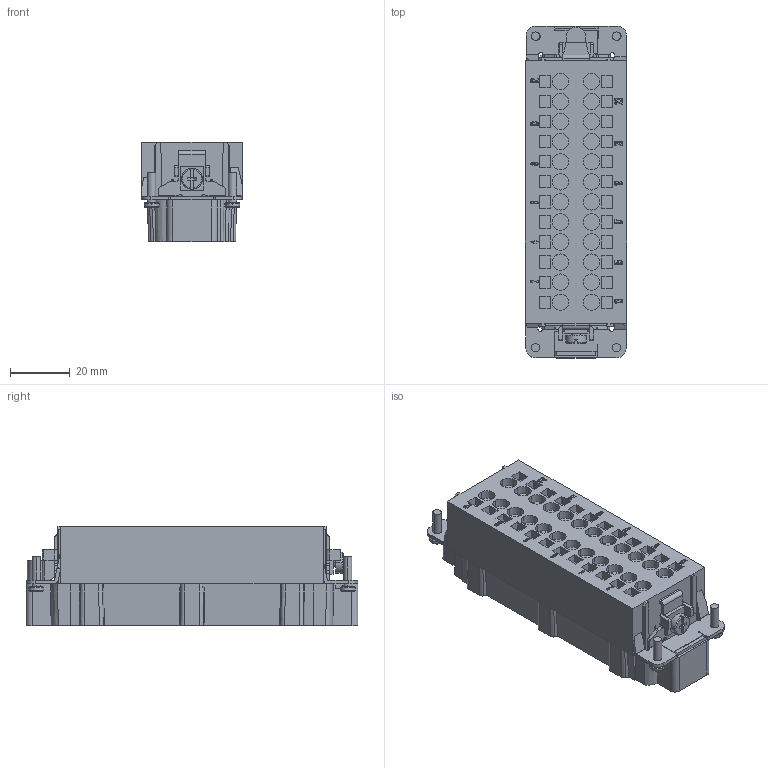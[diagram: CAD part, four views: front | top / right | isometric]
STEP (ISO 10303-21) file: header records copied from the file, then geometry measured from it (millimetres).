
FILE_DESCRIPTION((''),'2;1');
FILE_NAME('HVE-010-MS','2017-08-04T',('tl.yang'),(''),'PRO/ENGINEER BY PARAMETRIC TECHNOLOGY CORPORATION, 2011500','PRO/ENGINEER BY PARAMETRIC TECHNOLOGY CORPORATION, 2011500','');
FILE_SCHEMA(('CONFIG_CONTROL_DESIGN'));
Products named in the file (1): HVE-010-MS
Bounding box: 33.9 x 110.8 x 33.14 mm (x, y, z)
Volume: 68437 mm3; surface area: 26930.8 mm2
Topology: 1 solids, 2 shells, 2416 faces, 6583 edges, 4307 vertices
Faces by surface type: plane 1805, cylinder 252, bspline 181, cone 152, sphere 24, torus 2
Entity records: 80525 total; most frequent: CARTESIAN_POINT 19971, ORIENTED_EDGE 13118, DIRECTION 11610, EDGE_CURVE 6559, VECTOR 5202, LINE 5202, VERTEX_POINT 4307, AXIS2_PLACEMENT_3D 3204
